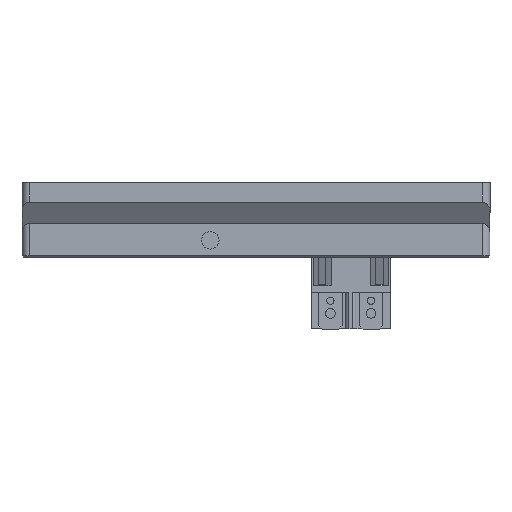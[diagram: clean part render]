
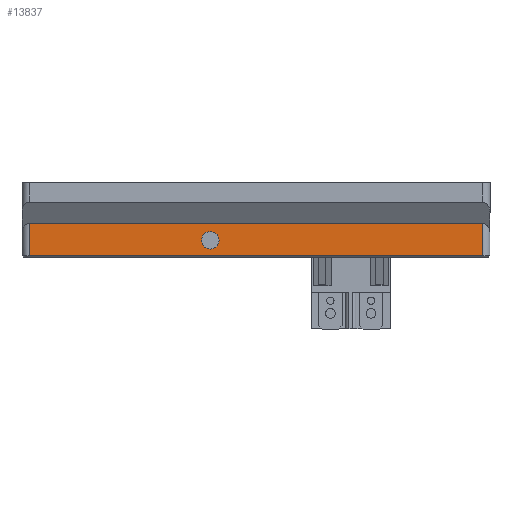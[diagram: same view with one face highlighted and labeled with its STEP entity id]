
A CAD part, front view. The second image highlights one B-rep face of the part: STEP entity #13837.
In plain terms, the highlighted planar face has unit normal (0, -1, 0).
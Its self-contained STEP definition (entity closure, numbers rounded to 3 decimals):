
#867=CIRCLE('',#18219,2.35);
#1938=ORIENTED_EDGE('',*,*,#5802,.T.);
#1939=ORIENTED_EDGE('',*,*,#5800,.F.);
#1940=ORIENTED_EDGE('',*,*,#5760,.F.);
#1941=ORIENTED_EDGE('',*,*,#5803,.F.);
#1942=ORIENTED_EDGE('',*,*,#5804,.T.);
#5760=EDGE_CURVE('',#7699,#7700,#8968,.T.);
#5800=EDGE_CURVE('',#7700,#7723,#8997,.T.);
#5802=EDGE_CURVE('',#7724,#7723,#8998,.T.);
#5803=EDGE_CURVE('',#7724,#7699,#8999,.T.);
#5804=EDGE_CURVE('',#7725,#7725,#867,.T.);
#7699=VERTEX_POINT('',#23787);
#7700=VERTEX_POINT('',#23791);
#7723=VERTEX_POINT('',#23871);
#7724=VERTEX_POINT('',#23875);
#7725=VERTEX_POINT('',#23878);
#8968=LINE('',#23790,#10361);
#8997=LINE('',#23870,#10390);
#8998=LINE('',#23874,#10391);
#8999=LINE('',#23876,#10392);
#10361=VECTOR('',#19878,1000.);
#10390=VECTOR('',#19963,1000.);
#10391=VECTOR('',#19968,1000.);
#10392=VECTOR('',#19969,1000.);
#11620=EDGE_LOOP('',(#1938,#1939,#1940,#1941));
#11621=EDGE_LOOP('',(#1942));
#12515=FACE_BOUND('',#11620,.T.);
#12516=FACE_BOUND('',#11621,.T.);
#13307=PLANE('',#18218);
#13837=ADVANCED_FACE('',(#12515,#12516),#13307,.F.);
#18218=AXIS2_PLACEMENT_3D('',#23873,#19966,#19967);
#18219=AXIS2_PLACEMENT_3D('',#23877,#19970,#19971);
#19878=DIRECTION('',(-1.,0.,0.));
#19963=DIRECTION('',(0.,0.,1.));
#19966=DIRECTION('',(0.,1.,0.));
#19967=DIRECTION('',(0.,0.,-1.));
#19968=DIRECTION('',(-1.,0.,0.));
#19969=DIRECTION('',(0.,0.,-1.));
#19970=DIRECTION('',(0.,1.,0.));
#19971=DIRECTION('',(1.,0.,0.));
#23787=CARTESIAN_POINT('',(45.321,-31.175,0.4));
#23790=CARTESIAN_POINT('',(2.071,-31.175,0.4));
#23791=CARTESIAN_POINT('',(-76.179,-31.175,0.4));
#23870=CARTESIAN_POINT('',(-76.179,-31.175,14.5));
#23871=CARTESIAN_POINT('',(-76.179,-31.175,9.));
#23873=CARTESIAN_POINT('',(22.321,-31.175,9.));
#23874=CARTESIAN_POINT('',(22.321,-31.175,9.));
#23875=CARTESIAN_POINT('',(45.321,-31.175,9.));
#23876=CARTESIAN_POINT('',(45.321,-31.175,14.5));
#23877=CARTESIAN_POINT('',(-27.679,-31.175,4.5));
#23878=CARTESIAN_POINT('',(-25.329,-31.175,4.5));
